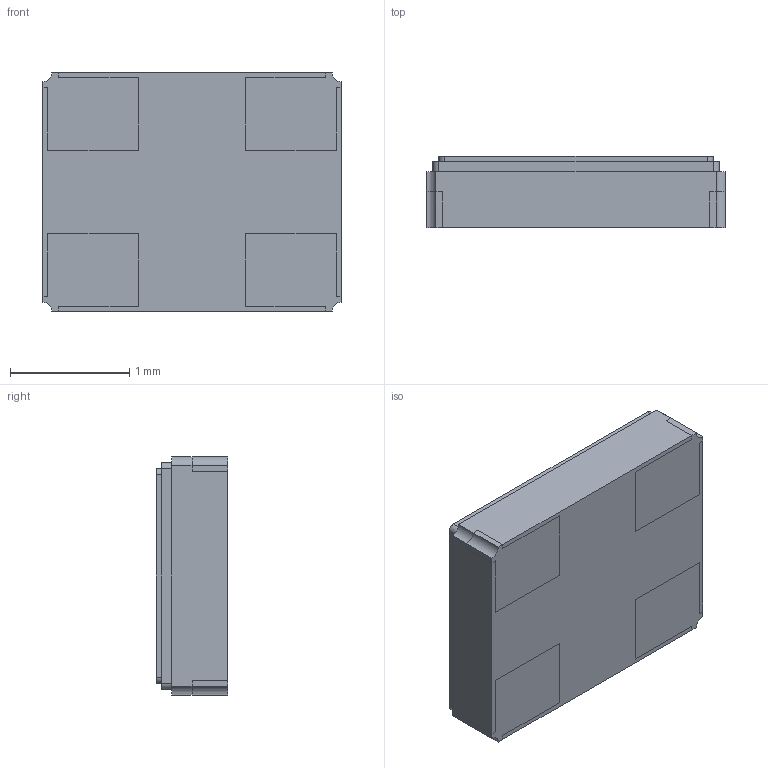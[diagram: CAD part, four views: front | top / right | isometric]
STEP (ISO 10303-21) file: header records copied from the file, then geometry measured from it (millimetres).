
FILE_DESCRIPTION (( 'STEP AP214' ), '1' );
FILE_NAME ('ECX-2236.STEP', '2017-12-11T19:04:47', ( '' ), ( '' ), 'SwSTEP 2.0', 'SolidWorks 2016', '' );
FILE_SCHEMA (( 'AUTOMOTIVE_DESIGN' ));
Length unit declared in the file: millimetre
Products named in the file (1): ECX-2236
Bounding box: 2.5 x 0.6 x 2 mm (x, y, z)
Volume: 2.9 mm3; surface area: 25.3 mm2
Topology: 5 solids, 5 shells, 100 faces, 264 edges, 176 vertices
Faces by surface type: plane 84, cylinder 16
Entity records: 3922 total; most frequent: CARTESIAN_POINT 541, ORIENTED_EDGE 528, DIRECTION 498, EDGE_CURVE 264, VECTOR 232, LINE 232, VERTEX_POINT 176, AXIS2_PLACEMENT_3D 133
